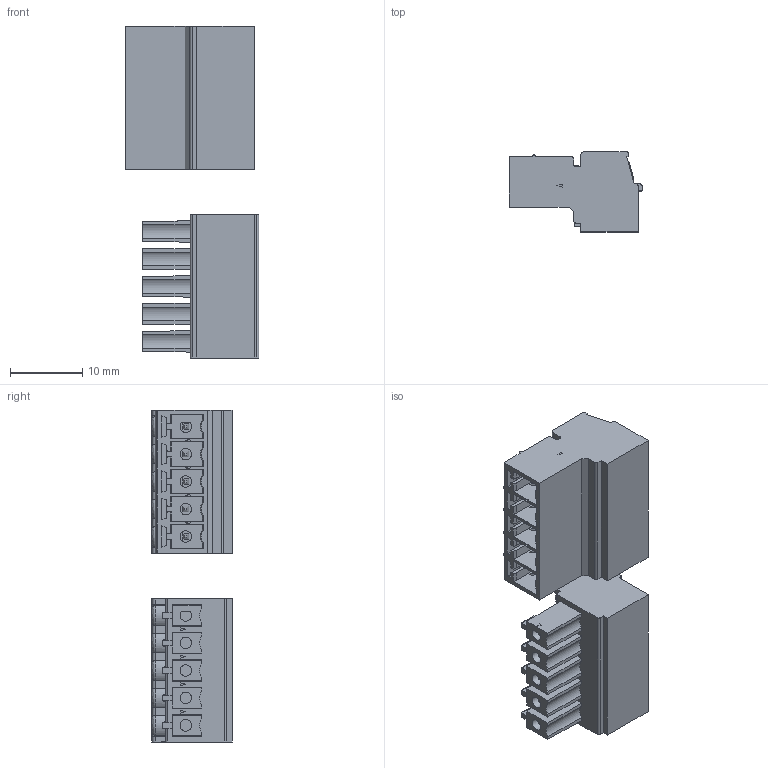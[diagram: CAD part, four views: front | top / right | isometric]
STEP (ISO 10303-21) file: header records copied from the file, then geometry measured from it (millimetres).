
FILE_DESCRIPTION (( 'STEP AP214' ), '1' );
FILE_NAME ('9194-50-001.STEP', '2021-03-25T17:02:32', ( '' ), ( '' ), 'SwSTEP 2.0', 'SolidWorks 2021', '' );
FILE_SCHEMA (( 'AUTOMOTIVE_DESIGN' ));
Length unit declared in the file: inch
Products named in the file (1): 9194-50-001
Bounding box: 18.5 x 11.1 x 46.03 mm (x, y, z)
Volume: 4303.9 mm3; surface area: 4448.4 mm2
Topology: 2 solids, 2 shells, 829 faces, 2244 edges, 1475 vertices
Faces by surface type: plane 520, cylinder 162, bspline 117, cone 30
Full cylindrical faces by diameter (mm): 1.6 x8, 2.8 x10, 2.9 x10
Entity records: 41205 total; most frequent: CARTESIAN_POINT 10808, ORIENTED_EDGE 4372, DIRECTION 3487, EDGE_CURVE 2186, VERTEX_POINT 1465, VECTOR 1383, LINE 1383, AXIS2_PLACEMENT_3D 1052
